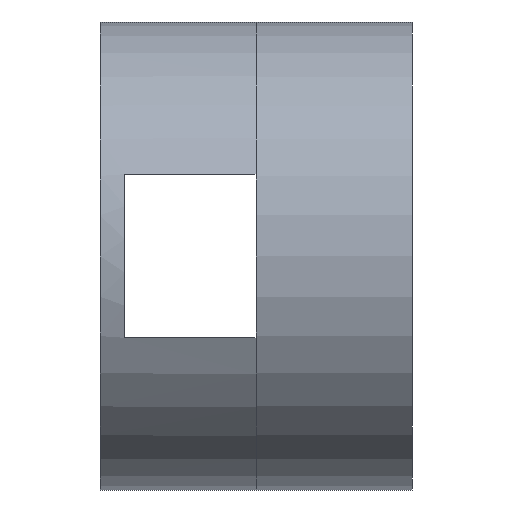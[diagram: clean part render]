
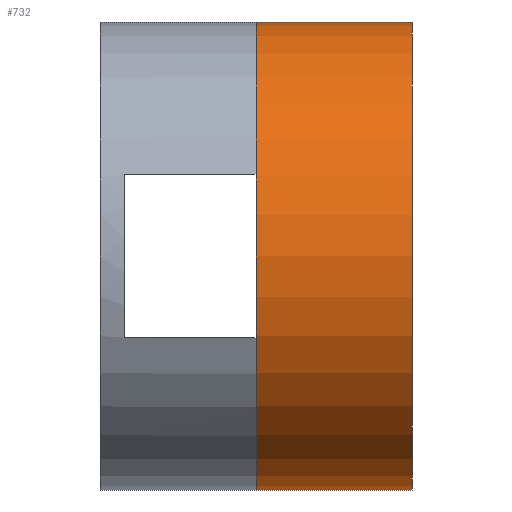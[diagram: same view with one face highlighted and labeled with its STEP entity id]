
A CAD part, front view. The second image highlights one B-rep face of the part: STEP entity #732.
In plain terms, the highlighted cylindrical face has radius 30 mm (diameter 60 mm), a partial arc.
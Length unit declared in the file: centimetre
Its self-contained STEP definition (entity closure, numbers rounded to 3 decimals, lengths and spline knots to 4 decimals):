
#23=CYLINDRICAL_SURFACE('',#812,3.);
#46=CIRCLE('',#767,3.);
#61=CIRCLE('',#801,3.);
#96=FACE_OUTER_BOUND('',#146,.T.);
#146=EDGE_LOOP('',(#663,#664,#665,#666));
#220=LINE('',#1200,#298);
#225=LINE('',#1209,#303);
#298=VECTOR('',#990,1.);
#303=VECTOR('',#1003,1.);
#321=VERTEX_POINT('',#1049);
#322=VERTEX_POINT('',#1050);
#365=VERTEX_POINT('',#1177);
#366=VERTEX_POINT('',#1179);
#391=EDGE_CURVE('',#321,#322,#46,.T.);
#457=EDGE_CURVE('',#366,#365,#61,.T.);
#468=EDGE_CURVE('',#322,#366,#220,.T.);
#473=EDGE_CURVE('',#365,#321,#225,.T.);
#663=ORIENTED_EDGE('',*,*,#457,.T.);
#664=ORIENTED_EDGE('',*,*,#473,.T.);
#665=ORIENTED_EDGE('',*,*,#391,.T.);
#666=ORIENTED_EDGE('',*,*,#468,.T.);
#732=ADVANCED_FACE('',(#96),#23,.T.);
#767=AXIS2_PLACEMENT_3D('',#1051,#849,#850);
#801=AXIS2_PLACEMENT_3D('',#1180,#968,#969);
#812=AXIS2_PLACEMENT_3D('',#1208,#1001,#1002);
#849=DIRECTION('center_axis',(-1.,0.,0.));
#850=DIRECTION('ref_axis',(0.,-0.707,0.707));
#968=DIRECTION('center_axis',(1.,0.,0.));
#969=DIRECTION('ref_axis',(0.,-0.707,-0.707));
#990=DIRECTION('',(-1.,0.,0.));
#1001=DIRECTION('center_axis',(1.,0.,0.));
#1002=DIRECTION('ref_axis',(0.,-0.707,-0.707));
#1003=DIRECTION('',(1.,0.,0.));
#1049=CARTESIAN_POINT('',(4.,3.,-6.));
#1050=CARTESIAN_POINT('',(4.,3.,0.));
#1051=CARTESIAN_POINT('Origin',(4.,3.,-3.));
#1177=CARTESIAN_POINT('',(2.,3.,-6.));
#1179=CARTESIAN_POINT('',(2.,3.,0.));
#1180=CARTESIAN_POINT('Origin',(2.,3.,-3.));
#1200=CARTESIAN_POINT('',(0.,3.,0.));
#1208=CARTESIAN_POINT('Origin',(0.,3.,-3.));
#1209=CARTESIAN_POINT('',(0.,3.,-6.));
